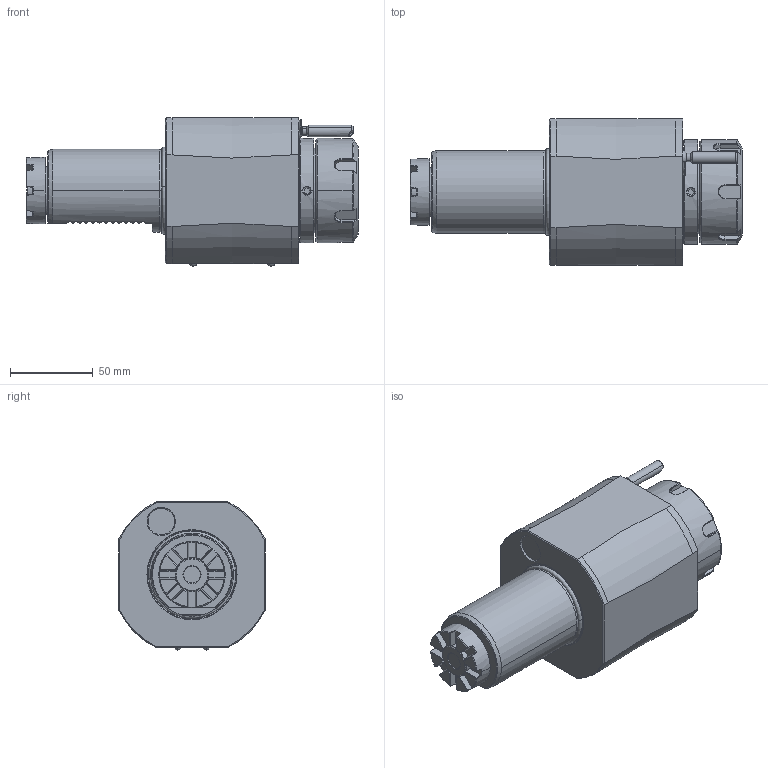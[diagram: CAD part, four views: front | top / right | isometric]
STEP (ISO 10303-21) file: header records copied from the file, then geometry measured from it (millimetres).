
FILE_DESCRIPTION((''),'2;1');
FILE_NAME('NGT1_50_141_40_1','2019-12-12T',('vali'),('NOVA GRUP'),'PRO/ENGINEER BY PARAMETRIC TECHNOLOGY CORPORATION, 2010280','PRO/ENGINEER BY PARAMETRIC TECHNOLOGY CORPORATION, 2010280','');
FILE_SCHEMA(('CONFIG_CONTROL_DESIGN'));
Length unit declared in the file: millimetre
Products named in the file (1): NGT1_50_141_40_1
Bounding box: 200.1 x 88 x 89.6 mm (x, y, z)
Volume: 800954.9 mm3; surface area: 66621.2 mm2
Topology: 1 solids, 1 shells, 362 faces, 951 edges, 606 vertices
Faces by surface type: plane 151, cylinder 77, cone 65, bspline 42, torus 21, sphere 6
Entity records: 15377 total; most frequent: CARTESIAN_POINT 7146, ORIENTED_EDGE 1894, DIRECTION 1435, EDGE_CURVE 947, VERTEX_POINT 606, AXIS2_PLACEMENT_3D 565, B_SPLINE_CURVE_WITH_KNOTS 397, EDGE_LOOP 381
